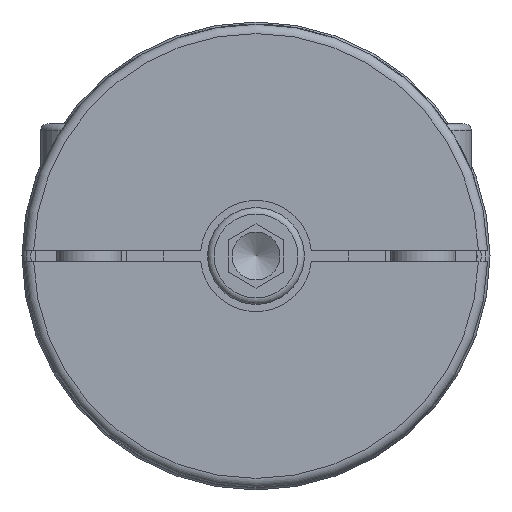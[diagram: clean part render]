
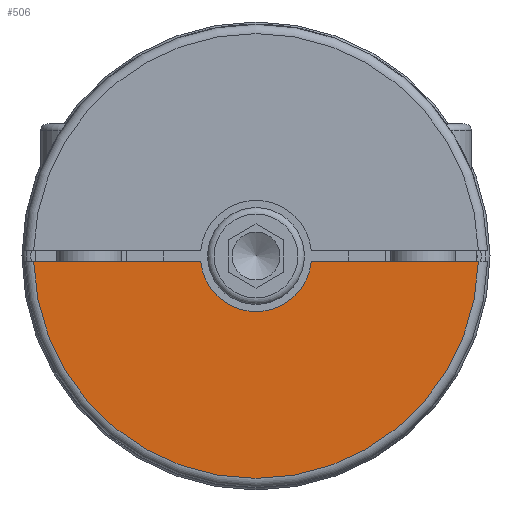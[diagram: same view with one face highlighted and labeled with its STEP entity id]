
A CAD part, left-side view. The second image highlights one B-rep face of the part: STEP entity #506.
In plain terms, the highlighted planar face has unit normal (-1, 0, 0).
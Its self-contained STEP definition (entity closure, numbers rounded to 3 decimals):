
#506 = ADVANCED_FACE( '', ( #1255 ), #1256, .F. );
#1255 = FACE_OUTER_BOUND( '', #2283, .T. );
#1256 = PLANE( '', #2284 );
#2283 = EDGE_LOOP( '', ( #3664, #3665, #3666, #3667 ) );
#2284 = AXIS2_PLACEMENT_3D( '', #3668, #3669, #3670 );
#3664 = ORIENTED_EDGE( '', *, *, #5252, .F. );
#3665 = ORIENTED_EDGE( '', *, *, #5189, .T. );
#3666 = ORIENTED_EDGE( '', *, *, #5253, .F. );
#3667 = ORIENTED_EDGE( '', *, *, #5254, .F. );
#3668 = CARTESIAN_POINT( '', ( 0., 0., 11.5 ) );
#3669 = DIRECTION( '', ( 1., 0., 0. ) );
#3670 = DIRECTION( '', ( 0., 1., 0. ) );
#5189 = EDGE_CURVE( '', #6100, #6104, #6106, .T. );
#5252 = EDGE_CURVE( '', #6100, #6198, #6199, .T. );
#5253 = EDGE_CURVE( '', #6200, #6104, #6201, .T. );
#5254 = EDGE_CURVE( '', #6198, #6200, #6202, .T. );
#6100 = VERTEX_POINT( '', #7957 );
#6104 = VERTEX_POINT( '', #7962 );
#6106 = CIRCLE( '', #7965, 12. );
#6198 = VERTEX_POINT( '', #8159 );
#6199 = LINE( '', #8160, #8161 );
#6200 = VERTEX_POINT( '', #8162 );
#6201 = LINE( '', #8163, #8164 );
#6202 = CIRCLE( '', #8165, 48. );
#7957 = CARTESIAN_POINT( '', ( 0., -11.94, -1.2 ) );
#7962 = CARTESIAN_POINT( '', ( 0., 11.94, -1.2 ) );
#7965 = AXIS2_PLACEMENT_3D( '', #9416, #9417, #9418 );
#8159 = CARTESIAN_POINT( '', ( 0., -47.985, -1.2 ) );
#8160 = CARTESIAN_POINT( '', ( 0., 0., -1.2 ) );
#8161 = VECTOR( '', #9498, 1000. );
#8162 = CARTESIAN_POINT( '', ( 0., 47.985, -1.2 ) );
#8163 = CARTESIAN_POINT( '', ( 0., 0., -1.2 ) );
#8164 = VECTOR( '', #9499, 1000. );
#8165 = AXIS2_PLACEMENT_3D( '', #9500, #9501, #9502 );
#9416 = CARTESIAN_POINT( '', ( 0., 0., 0. ) );
#9417 = DIRECTION( '', ( 1., 0., 0. ) );
#9418 = DIRECTION( '', ( 0., -1., 0. ) );
#9498 = DIRECTION( '', ( 0., -1., 0. ) );
#9499 = DIRECTION( '', ( 0., -1., 0. ) );
#9500 = CARTESIAN_POINT( '', ( 0., 0., 0. ) );
#9501 = DIRECTION( '', ( 1., 0., 0. ) );
#9502 = DIRECTION( '', ( 0., 0., 1. ) );
